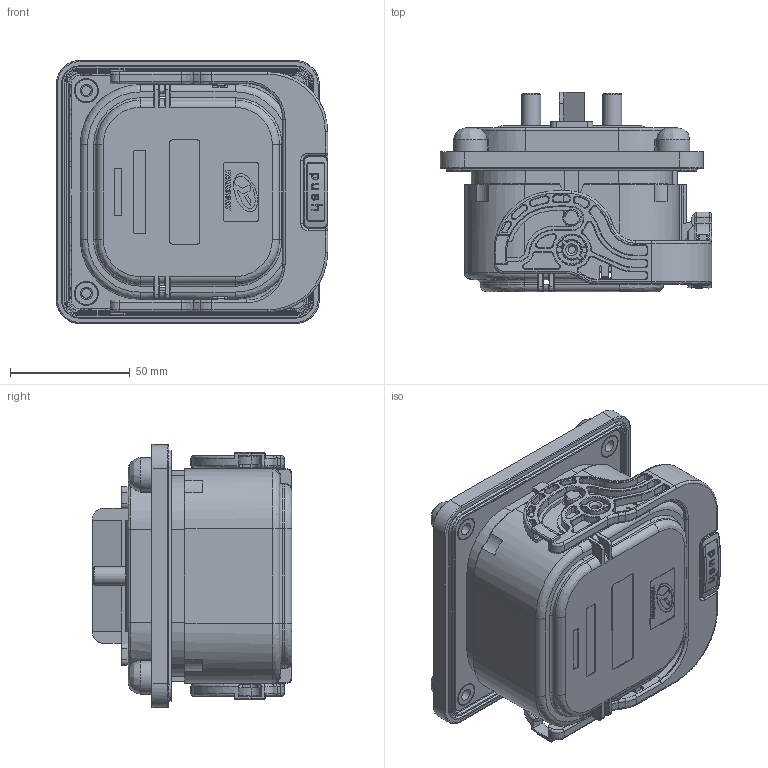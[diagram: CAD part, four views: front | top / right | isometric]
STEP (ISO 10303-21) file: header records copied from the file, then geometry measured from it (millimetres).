
FILE_DESCRIPTION (( 'STEP AP214' ), '1' );
FILE_NAME ('脣芛 脣釱饜磁.STEP', '2017-08-29T08:30:14', ( 'yonggui' ), ( 'Microsoft' ), 'SwSTEP 2.0', 'SolidWorks 2012', '' );
FILE_SCHEMA (( 'AUTOMOTIVE_DESIGN' ));
Length unit declared in the file: millimetre
Products named in the file (1): 脣芛 脣釱饜磁
Bounding box: 113.55 x 83.46 x 110 mm (x, y, z)
Surface area: 113766.7 mm2 (no closed solid volume)
Topology: 0 solids, 23 shells, 2302 faces, 9482 edges, 6976 vertices
Faces by surface type: plane 1269, cylinder 576, bspline 425, cone 26, torus 6
Full cylindrical faces by diameter (mm): 2.139 x1, 3 x2, 5 x1, 5.1 x4, 6 x2, 8 x4, 10 x4, 12.5 x2
Entity records: 138586 total; most frequent: CARTESIAN_POINT 42196, ORIENTED_EDGE 14595, DIRECTION 12535, EDGE_CURVE 9416, VERTEX_POINT 6964, VECTOR 5575, LINE 5575, AXIS2_PLACEMENT_3D 3480
